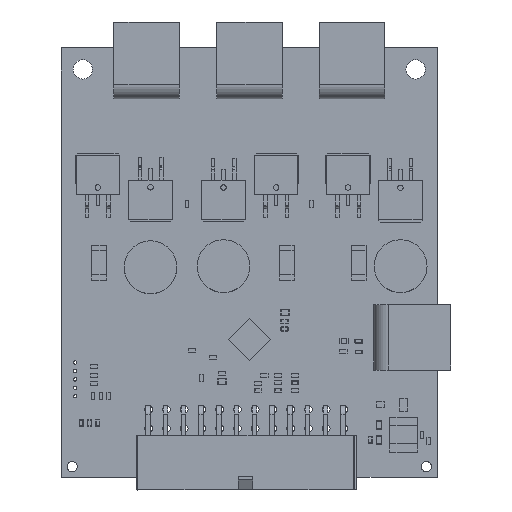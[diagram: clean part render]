
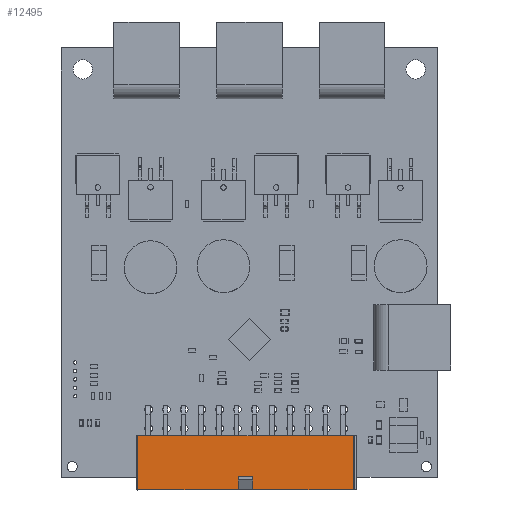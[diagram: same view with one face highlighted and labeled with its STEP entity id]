
A CAD part, top view. The second image highlights one B-rep face of the part: STEP entity #12495.
In plain terms, the highlighted planar face has unit normal (0, 0, 1).
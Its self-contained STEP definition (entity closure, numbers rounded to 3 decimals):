
#11321 = VERTEX_POINT('',#11322);
#11322 = CARTESIAN_POINT('',(-2.594,-53.793,10.));
#11323 = VERTEX_POINT('',#11324);
#11324 = CARTESIAN_POINT('',(0.806,-53.793,10.));
#11330 = EDGE_CURVE('',#11323,#11331,#11333,.T.);
#11331 = VERTEX_POINT('',#11332);
#11332 = CARTESIAN_POINT('',(24.606,-53.793,10.));
#11333 = LINE('',#11334,#11335);
#11334 = CARTESIAN_POINT('',(0.806,-53.793,10.));
#11335 = VECTOR('',#11336,1.);
#11336 = DIRECTION('',(1.,0.,0.));
#11407 = VERTEX_POINT('',#11408);
#11408 = CARTESIAN_POINT('',(-26.394,-53.793,10.));
#11415 = EDGE_CURVE('',#11407,#11321,#11416,.T.);
#11416 = LINE('',#11417,#11418);
#11417 = CARTESIAN_POINT('',(-26.394,-53.793,10.));
#11418 = VECTOR('',#11419,1.);
#11419 = DIRECTION('',(1.,0.,0.));
#12468 = EDGE_CURVE('',#11321,#12469,#12471,.T.);
#12469 = VERTEX_POINT('',#12470);
#12470 = CARTESIAN_POINT('',(-2.594,-50.743,
    10.));
#12471 = LINE('',#12472,#12473);
#12472 = CARTESIAN_POINT('',(-2.594,-53.793,10.));
#12473 = VECTOR('',#12474,1.);
#12474 = DIRECTION('',(0.,1.,0.));
#12495 = ADVANCED_FACE('',(#12496),#12537,.T.);
#12496 = FACE_BOUND('',#12497,.F.);
#12497 = EDGE_LOOP('',(#12498,#12499,#12500,#12508,#12516,#12522,#12523,
    #12531));
#12498 = ORIENTED_EDGE('',*,*,#12468,.F.);
#12499 = ORIENTED_EDGE('',*,*,#11415,.F.);
#12500 = ORIENTED_EDGE('',*,*,#12501,.F.);
#12501 = EDGE_CURVE('',#12502,#11407,#12504,.T.);
#12502 = VERTEX_POINT('',#12503);
#12503 = CARTESIAN_POINT('',(-26.394,-40.993,
    10.));
#12504 = LINE('',#12505,#12506);
#12505 = CARTESIAN_POINT('',(-26.394,-40.993,
    10.));
#12506 = VECTOR('',#12507,1.);
#12507 = DIRECTION('',(0.,-1.,0.));
#12508 = ORIENTED_EDGE('',*,*,#12509,.T.);
#12509 = EDGE_CURVE('',#12502,#12510,#12512,.T.);
#12510 = VERTEX_POINT('',#12511);
#12511 = CARTESIAN_POINT('',(24.606,-40.993,
    10.));
#12512 = LINE('',#12513,#12514);
#12513 = CARTESIAN_POINT('',(-26.394,-40.993,
    10.));
#12514 = VECTOR('',#12515,1.);
#12515 = DIRECTION('',(1.,0.,0.));
#12516 = ORIENTED_EDGE('',*,*,#12517,.T.);
#12517 = EDGE_CURVE('',#12510,#11331,#12518,.T.);
#12518 = LINE('',#12519,#12520);
#12519 = CARTESIAN_POINT('',(24.606,-40.993,
    10.));
#12520 = VECTOR('',#12521,1.);
#12521 = DIRECTION('',(0.,-1.,0.));
#12522 = ORIENTED_EDGE('',*,*,#11330,.F.);
#12523 = ORIENTED_EDGE('',*,*,#12524,.T.);
#12524 = EDGE_CURVE('',#11323,#12525,#12527,.T.);
#12525 = VERTEX_POINT('',#12526);
#12526 = CARTESIAN_POINT('',(0.806,-50.743,
    10.));
#12527 = LINE('',#12528,#12529);
#12528 = CARTESIAN_POINT('',(0.806,-53.793,10.));
#12529 = VECTOR('',#12530,1.);
#12530 = DIRECTION('',(0.,1.,0.));
#12531 = ORIENTED_EDGE('',*,*,#12532,.F.);
#12532 = EDGE_CURVE('',#12469,#12525,#12533,.T.);
#12533 = LINE('',#12534,#12535);
#12534 = CARTESIAN_POINT('',(-2.594,-50.743,
    10.));
#12535 = VECTOR('',#12536,1.);
#12536 = DIRECTION('',(1.,0.,0.));
#12537 = PLANE('',#12538);
#12538 = AXIS2_PLACEMENT_3D('',#12539,#12540,#12541);
#12539 = CARTESIAN_POINT('',(-26.694,-53.793,10.));
#12540 = DIRECTION('',(0.,0.,1.));
#12541 = DIRECTION('',(1.,0.,0.));
